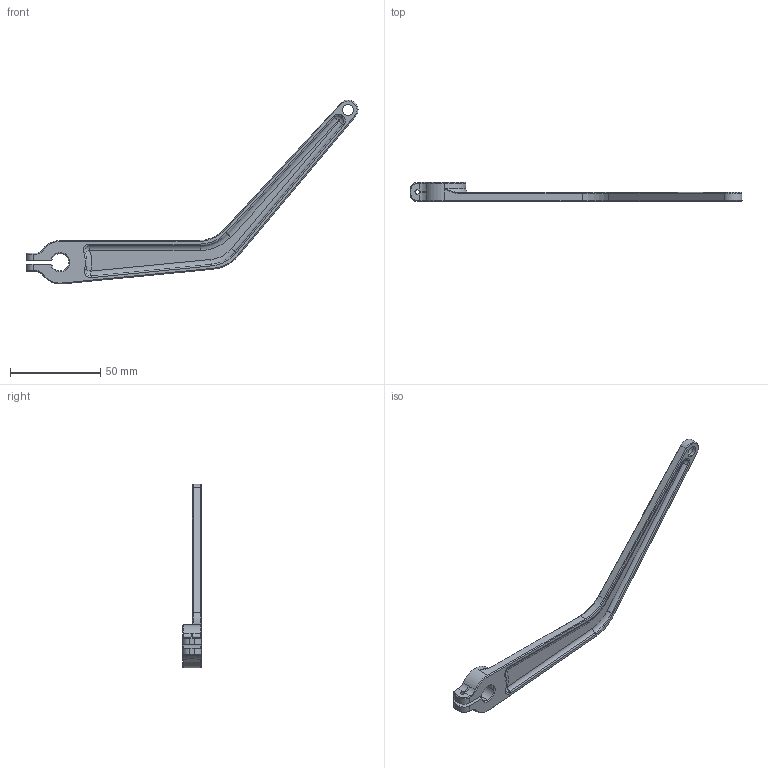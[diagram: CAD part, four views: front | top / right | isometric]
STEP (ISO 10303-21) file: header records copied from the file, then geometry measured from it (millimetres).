
FILE_DESCRIPTION (( 'STEP AP214' ), '1' );
FILE_NAME ('bicep.STEP', '2018-04-13T11:43:41', ( '' ), ( '' ), 'SwSTEP 2.0', 'SolidWorks 2015', '' );
FILE_SCHEMA (( 'AUTOMOTIVE_DESIGN' ));
Length unit declared in the file: millimetre
Products named in the file (1): bicep
Bounding box: 183.51 x 10.5 x 101.69 mm (x, y, z)
Volume: 12896.2 mm3; surface area: 10460.1 mm2
Topology: 1 solids, 1 shells, 145 faces, 355 edges, 211 vertices
Faces by surface type: cylinder 43, torus 39, plane 31, cone 26, bspline 6
Entity records: 4908 total; most frequent: CARTESIAN_POINT 1339, DIRECTION 819, ORIENTED_EDGE 706, EDGE_CURVE 353, AXIS2_PLACEMENT_3D 342, VERTEX_POINT 211, CIRCLE 202, EDGE_LOOP 152
